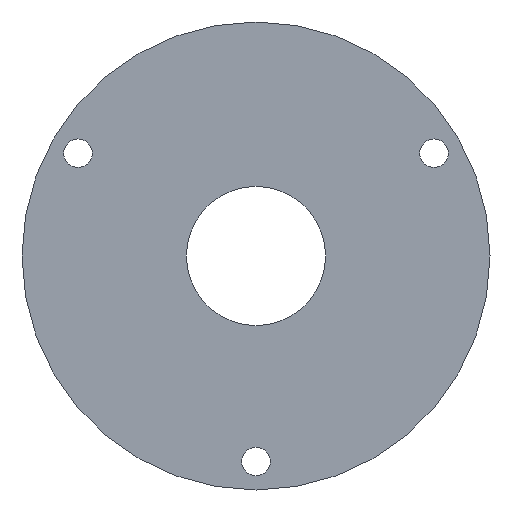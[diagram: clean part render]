
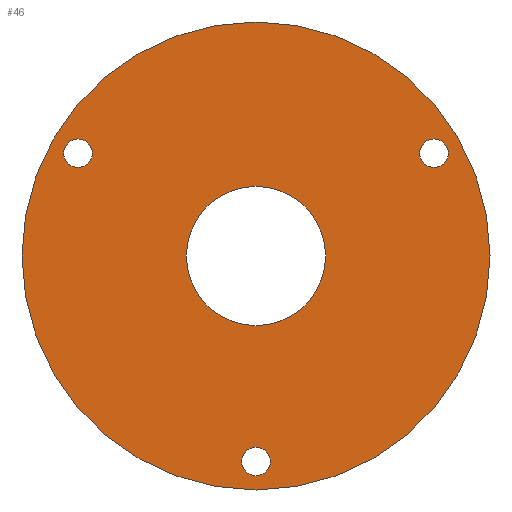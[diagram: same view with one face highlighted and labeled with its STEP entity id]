
A CAD part, front view. The second image highlights one B-rep face of the part: STEP entity #46.
In plain terms, the highlighted planar face has unit normal (0, -1, 0).
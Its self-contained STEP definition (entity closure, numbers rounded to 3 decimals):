
#3 = VERTEX_POINT ( 'NONE', #73 ) ;
#5 = EDGE_LOOP ( 'NONE', ( #168 ) ) ;
#6 = CIRCLE ( 'NONE', #121, 11. ) ;
#8 = ORIENTED_EDGE ( 'NONE', *, *, #86, .T. ) ;
#11 = CARTESIAN_POINT ( 'NONE',  ( 0., 0., 0. ) ) ;
#14 = DIRECTION ( 'NONE',  ( 0., 1., 0. ) ) ;
#20 = VERTEX_POINT ( 'NONE', #216 ) ;
#23 = ORIENTED_EDGE ( 'NONE', *, *, #171, .F. ) ;
#40 = EDGE_LOOP ( 'NONE', ( #8 ) ) ;
#43 = CARTESIAN_POINT ( 'NONE',  ( 0., 0., 0. ) ) ;
#44 = DIRECTION ( 'NONE',  ( 0., 0., 1. ) ) ;
#45 = DIRECTION ( 'NONE',  ( 0., 0., 1. ) ) ;
#46 = ADVANCED_FACE ( 'NONE', ( #138, #191, #103, #85, #142 ), #118, .F. ) ;
#51 = DIRECTION ( 'NONE',  ( 0., 1., 0. ) ) ;
#55 = CARTESIAN_POINT ( 'NONE',  ( 28.146, 0., 18.5 ) ) ;
#57 = AXIS2_PLACEMENT_3D ( 'NONE', #43, #117, #44 ) ;
#58 = ORIENTED_EDGE ( 'NONE', *, *, #189, .T. ) ;
#59 = CIRCLE ( 'NONE', #229, 2.25 ) ;
#62 = EDGE_CURVE ( 'NONE', #162, #162, #6, .T. ) ;
#64 = CIRCLE ( 'NONE', #93, 2.25 ) ;
#65 = CARTESIAN_POINT ( 'NONE',  ( 0., 0., 0. ) ) ;
#67 = DIRECTION ( 'NONE',  ( 0., 1., 0. ) ) ;
#73 = CARTESIAN_POINT ( 'NONE',  ( 0., 0., -30.25 ) ) ;
#78 = AXIS2_PLACEMENT_3D ( 'NONE', #65, #51, #125 ) ;
#82 = CARTESIAN_POINT ( 'NONE',  ( 0., 0., -32.5 ) ) ;
#85 = FACE_BOUND ( 'NONE', #40, .T. ) ;
#86 = EDGE_CURVE ( 'NONE', #148, #148, #64, .T. ) ;
#93 = AXIS2_PLACEMENT_3D ( 'NONE', #231, #67, #139 ) ;
#95 = EDGE_CURVE ( 'NONE', #20, #20, #59, .T. ) ;
#103 = FACE_BOUND ( 'NONE', #157, .T. ) ;
#111 = CIRCLE ( 'NONE', #154, 2.25 ) ;
#117 = DIRECTION ( 'NONE',  ( 0., 1., 0. ) ) ;
#118 = PLANE ( 'NONE',  #78 ) ;
#121 = AXIS2_PLACEMENT_3D ( 'NONE', #11, #14, #215 ) ;
#125 = DIRECTION ( 'NONE',  ( 0., 0., 1. ) ) ;
#130 = CARTESIAN_POINT ( 'NONE',  ( 0., 0., 11. ) ) ;
#131 = ORIENTED_EDGE ( 'NONE', *, *, #95, .T. ) ;
#138 = FACE_OUTER_BOUND ( 'NONE', #206, .T. ) ;
#139 = DIRECTION ( 'NONE',  ( 0., 0., 1. ) ) ;
#142 = FACE_BOUND ( 'NONE', #209, .T. ) ;
#148 = VERTEX_POINT ( 'NONE', #55 ) ;
#154 = AXIS2_PLACEMENT_3D ( 'NONE', #82, #193, #45 ) ;
#157 = EDGE_LOOP ( 'NONE', ( #58 ) ) ;
#162 = VERTEX_POINT ( 'NONE', #130 ) ;
#168 = ORIENTED_EDGE ( 'NONE', *, *, #62, .T. ) ;
#171 = EDGE_CURVE ( 'NONE', #221, #221, #174, .T. ) ;
#172 = DIRECTION ( 'NONE',  ( 0., 0., -1. ) ) ;
#174 = CIRCLE ( 'NONE', #57, 37. ) ;
#189 = EDGE_CURVE ( 'NONE', #3, #3, #111, .T. ) ;
#191 = FACE_BOUND ( 'NONE', #5, .T. ) ;
#193 = DIRECTION ( 'NONE',  ( 0., 1., 0. ) ) ;
#206 = EDGE_LOOP ( 'NONE', ( #23 ) ) ;
#209 = EDGE_LOOP ( 'NONE', ( #131 ) ) ;
#212 = CARTESIAN_POINT ( 'NONE',  ( -28.146, 0., 16.25 ) ) ;
#214 = DIRECTION ( 'NONE',  ( 0., 1., 0. ) ) ;
#215 = DIRECTION ( 'NONE',  ( 0., 0., 1. ) ) ;
#216 = CARTESIAN_POINT ( 'NONE',  ( -28.146, 0., 14. ) ) ;
#219 = CARTESIAN_POINT ( 'NONE',  ( 0., 0., 37. ) ) ;
#221 = VERTEX_POINT ( 'NONE', #219 ) ;
#229 = AXIS2_PLACEMENT_3D ( 'NONE', #212, #214, #172 ) ;
#231 = CARTESIAN_POINT ( 'NONE',  ( 28.146, 0., 16.25 ) ) ;
